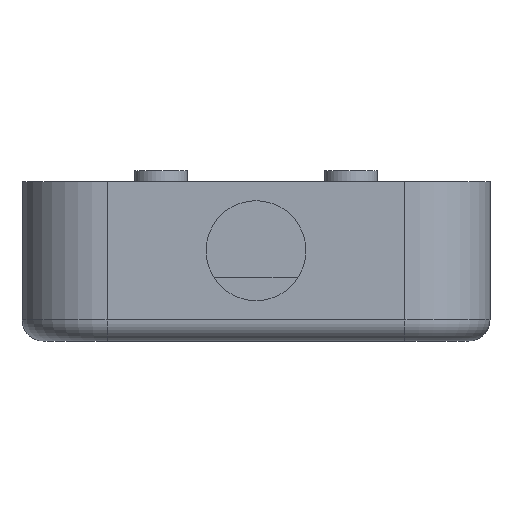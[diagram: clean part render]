
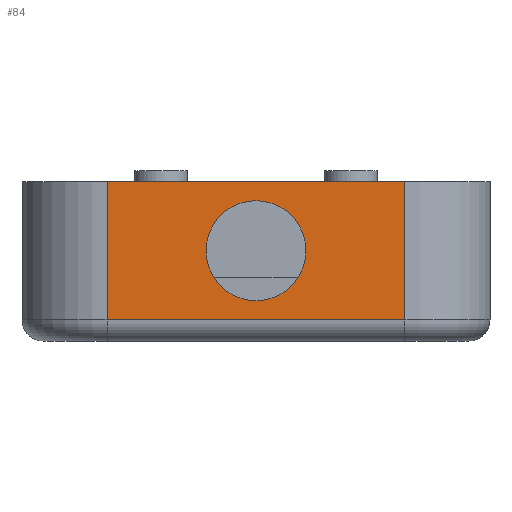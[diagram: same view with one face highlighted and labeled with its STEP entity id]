
A CAD part, front view. The second image highlights one B-rep face of the part: STEP entity #84.
In plain terms, the highlighted planar face has unit normal (0, -1, 0).
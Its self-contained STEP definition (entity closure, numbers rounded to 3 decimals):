
#84 = ADVANCED_FACE ( 'NONE', ( #867, #2897 ), #913, .T. ) ;
#99 = VERTEX_POINT ( 'NONE', #1683 ) ;
#244 = DIRECTION ( 'NONE',  ( 0., -1., 0. ) ) ;
#251 = ORIENTED_EDGE ( 'NONE', *, *, #2893, .T. ) ;
#309 = EDGE_CURVE ( 'NONE', #1975, #2345, #3152, .T. ) ;
#350 = EDGE_LOOP ( 'NONE', ( #1861, #3257 ) ) ;
#359 = ORIENTED_EDGE ( 'NONE', *, *, #2763, .T. ) ;
#395 = CIRCLE ( 'NONE', #1675, 4.7 ) ;
#447 = VECTOR ( 'NONE', #2572, 1000. ) ;
#495 = DIRECTION ( 'NONE',  ( 0., 0., -1. ) ) ;
#508 = DIRECTION ( 'NONE',  ( 0., 0., 1. ) ) ;
#514 = EDGE_CURVE ( 'NONE', #2345, #1975, #395, .T. ) ;
#540 = LINE ( 'NONE', #1562, #447 ) ;
#608 = LINE ( 'NONE', #2849, #806 ) ;
#691 = EDGE_CURVE ( 'NONE', #1456, #99, #540, .T. ) ;
#715 = CARTESIAN_POINT ( 'NONE',  ( 0., -150.13, -11.2 ) ) ;
#726 = DIRECTION ( 'NONE',  ( 0., 0., -1. ) ) ;
#788 = CARTESIAN_POINT ( 'NONE',  ( 14., -150.13, -15. ) ) ;
#806 = VECTOR ( 'NONE', #1388, 1000. ) ;
#865 = CARTESIAN_POINT ( 'NONE',  ( 0., -150.13, -1.8 ) ) ;
#867 = FACE_BOUND ( 'NONE', #350, .T. ) ;
#883 = CARTESIAN_POINT ( 'NONE',  ( 14., -150.13, -13. ) ) ;
#913 = PLANE ( 'NONE',  #1619 ) ;
#1180 = CARTESIAN_POINT ( 'NONE',  ( -22., -150.13, -15. ) ) ;
#1227 = VERTEX_POINT ( 'NONE', #883 ) ;
#1388 = DIRECTION ( 'NONE',  ( 0., 0., -1. ) ) ;
#1429 = VERTEX_POINT ( 'NONE', #2546 ) ;
#1452 = DIRECTION ( 'NONE',  ( 0., 0., -1. ) ) ;
#1456 = VERTEX_POINT ( 'NONE', #3275 ) ;
#1472 = EDGE_CURVE ( 'NONE', #1429, #1227, #1484, .T. ) ;
#1484 = LINE ( 'NONE', #2498, #1505 ) ;
#1505 = VECTOR ( 'NONE', #2299, 1000. ) ;
#1562 = CARTESIAN_POINT ( 'NONE',  ( -22., -150.13, 0. ) ) ;
#1619 = AXIS2_PLACEMENT_3D ( 'NONE', #1180, #2449, #1452 ) ;
#1675 = AXIS2_PLACEMENT_3D ( 'NONE', #2444, #3251, #726 ) ;
#1683 = CARTESIAN_POINT ( 'NONE',  ( -14., -150.13, 0. ) ) ;
#1861 = ORIENTED_EDGE ( 'NONE', *, *, #309, .F. ) ;
#1975 = VERTEX_POINT ( 'NONE', #715 ) ;
#2078 = CARTESIAN_POINT ( 'NONE',  ( 0., -150.13, -6.5 ) ) ;
#2256 = ORIENTED_EDGE ( 'NONE', *, *, #1472, .T. ) ;
#2299 = DIRECTION ( 'NONE',  ( 1., 0., 0. ) ) ;
#2345 = VERTEX_POINT ( 'NONE', #865 ) ;
#2444 = CARTESIAN_POINT ( 'NONE',  ( 0., -150.13, -6.5 ) ) ;
#2449 = DIRECTION ( 'NONE',  ( 0., -1., 0. ) ) ;
#2458 = VECTOR ( 'NONE', #508, 1000. ) ;
#2498 = CARTESIAN_POINT ( 'NONE',  ( 14., -150.13, -13. ) ) ;
#2546 = CARTESIAN_POINT ( 'NONE',  ( -14., -150.13, -13. ) ) ;
#2572 = DIRECTION ( 'NONE',  ( -1., 0., 0. ) ) ;
#2625 = AXIS2_PLACEMENT_3D ( 'NONE', #2078, #244, #495 ) ;
#2641 = ORIENTED_EDGE ( 'NONE', *, *, #691, .T. ) ;
#2763 = EDGE_CURVE ( 'NONE', #1227, #1456, #2781, .T. ) ;
#2781 = LINE ( 'NONE', #788, #2458 ) ;
#2849 = CARTESIAN_POINT ( 'NONE',  ( -14., -150.13, -15. ) ) ;
#2893 = EDGE_CURVE ( 'NONE', #99, #1429, #608, .T. ) ;
#2897 = FACE_OUTER_BOUND ( 'NONE', #2903, .T. ) ;
#2903 = EDGE_LOOP ( 'NONE', ( #251, #2256, #359, #2641 ) ) ;
#3152 = CIRCLE ( 'NONE', #2625, 4.7 ) ;
#3251 = DIRECTION ( 'NONE',  ( 0., -1., 0. ) ) ;
#3257 = ORIENTED_EDGE ( 'NONE', *, *, #514, .F. ) ;
#3275 = CARTESIAN_POINT ( 'NONE',  ( 14., -150.13, 0. ) ) ;
